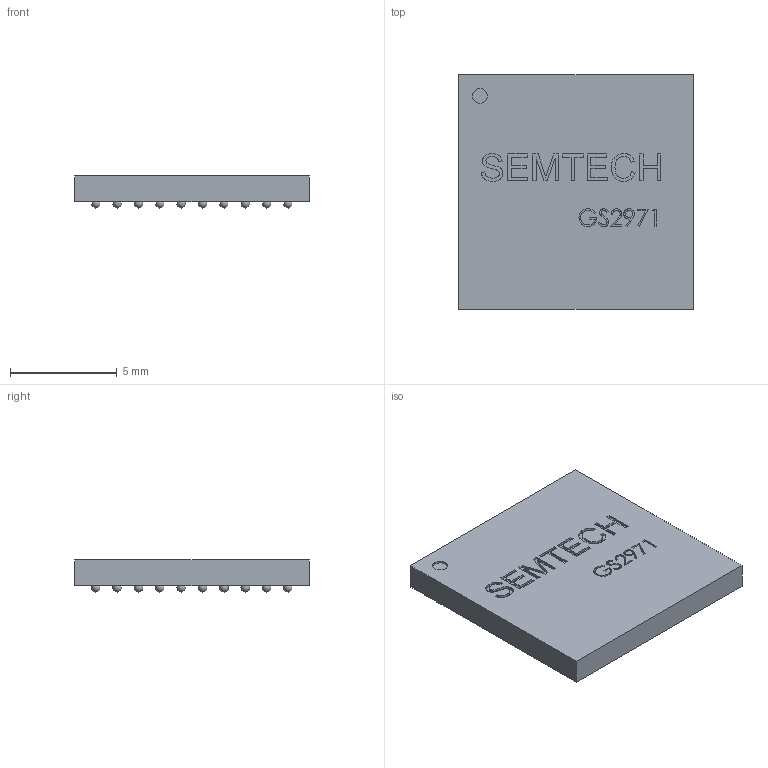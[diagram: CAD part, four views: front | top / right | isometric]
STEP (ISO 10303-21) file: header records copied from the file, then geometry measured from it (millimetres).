
FILE_DESCRIPTION(/* description */ (''),/* implementation_level */ '2;1');
FILE_NAME(/* name */ 'GS2971.step',/* time_stamp */ '2020-02-11T16:14:18+01:00',/* author */ (''),/* organization */ (''),/* preprocessor_version */ 'ST-DEVELOPER v18',/* originating_system */ 'Autodesk Translation Framework v8.12.0.6',/* authorisation */ '');
FILE_SCHEMA (('AUTOMOTIVE_DESIGN { 1 0 10303 214 3 1 1 }'));
Length unit declared in the file: millimetre
Products named in the file (3): (Unsaved); BUDDY; BALL
Assembly tree (101 placements, depth 2):
  (Unsaved)
    BUDDY
    BALL  x100
Bounding box: 11 x 11 x 1.5 mm (x, y, z)
Volume: 148.3 mm3; surface area: 355.8 mm2
Topology: 101 solids, 101 shells, 304 faces, 863 edges, 576 vertices
Faces by surface type: plane 109, sphere 100, bspline 94, cylinder 1
Full cylindrical faces by diameter (mm): 0.7 x1
Entity records: 10038 total; most frequent: CARTESIAN_POINT 4577, ORIENTED_EDGE 1128, DIRECTION 811, EDGE_CURVE 564, VERTEX_POINT 378, LINE 371, VECTOR 371, EDGE_LOOP 220
